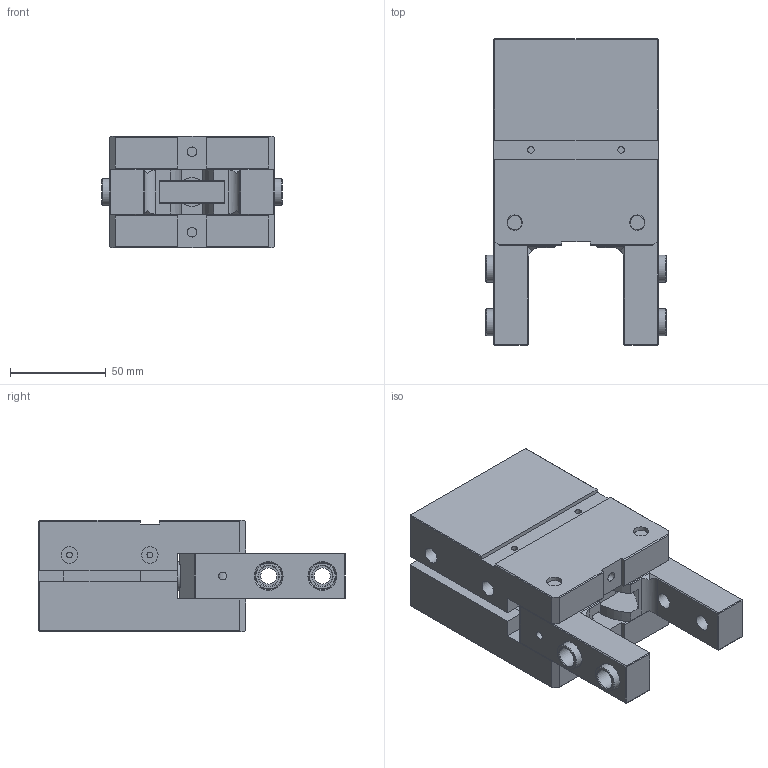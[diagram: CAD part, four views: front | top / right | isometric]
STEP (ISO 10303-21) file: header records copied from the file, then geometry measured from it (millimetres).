
FILE_DESCRIPTION(/* description */ (''),/* implementation_level */ '2;1');
FILE_NAME(/* name */ 'GPR 50.stp',/* time_stamp */ '2021-04-19T11:58:42+02:00',/* author */ ('Emilio'),/* organization */ (''),/* preprocessor_version */ 'ST-DEVELOPER v17.2',/* originating_system */ 'Autodesk Inventor 2019',/* authorisation */ '');
FILE_SCHEMA (('AUTOMOTIVE_DESIGN { 1 0 10303 214 3 1 1 }'));
Length unit declared in the file: millimetre
Products named in the file (7): GPR 50; Stelo; Corpo; Spina; GPR-50 GRIFFA; PGC-50-SPINA CORTA; BOCCOLA 14H7L8.9
Assembly tree (12 placements, depth 2):
  GPR 50
    Stelo
    Corpo
    Spina  x2
    GPR-50 GRIFFA  x2
    PGC-50-SPINA CORTA  x2
    BOCCOLA 14H7L8.9  x4
Bounding box: 94 x 160 x 58 mm (x, y, z)
Volume: 532472.6 mm3; surface area: 95719.5 mm2
Topology: 12 solids, 12 shells, 341 faces, 903 edges, 607 vertices
Faces by surface type: plane 215, cylinder 74, cone 52
Full cylindrical faces by diameter (mm): 3 x2, 3.3 x2, 4.134 x2, 5 x4, 6.8 x8, 8 x14, 8.376 x4, 8.566 x2, 10.6 x4, 14 x8, 15 x2, 37 x1, 51 x1
Entity records: 8258 total; most frequent: CARTESIAN_POINT 1446, DIRECTION 1409, ORIENTED_EDGE 1334, EDGE_CURVE 667, AXIS2_PLACEMENT_3D 487, VERTEX_POINT 456, LINE 435, VECTOR 435
